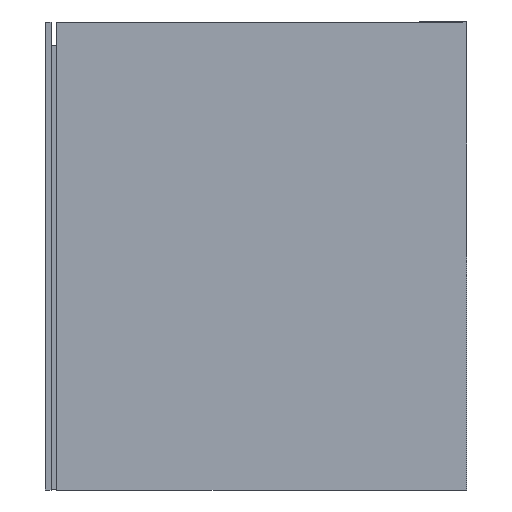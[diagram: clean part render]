
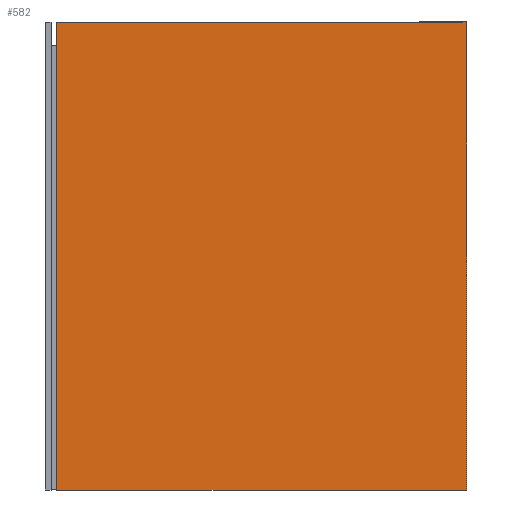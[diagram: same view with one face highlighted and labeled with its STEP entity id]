
A CAD part, left-side view. The second image highlights one B-rep face of the part: STEP entity #582.
In plain terms, the highlighted planar face has unit normal (-1, 0, 0).
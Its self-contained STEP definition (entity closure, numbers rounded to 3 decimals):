
#108 = PLANE ( 'NONE',  #1196 ) ;
#136 = DIRECTION ( 'NONE',  ( 0., 1., 0. ) ) ;
#274 = DIRECTION ( 'NONE',  ( 0., 0., -1. ) ) ;
#295 = DIRECTION ( 'NONE',  ( 0., 0., -1. ) ) ;
#499 = EDGE_CURVE ( 'NONE', #509, #1966, #2345, .T. ) ;
#509 = VERTEX_POINT ( 'NONE', #1655 ) ;
#582 = ADVANCED_FACE ( 'NONE', ( #2153 ), #108, .T. ) ;
#631 = LINE ( 'NONE', #2437, #1679 ) ;
#657 = EDGE_CURVE ( 'NONE', #509, #2500, #631, .T. ) ;
#782 = EDGE_LOOP ( 'NONE', ( #810, #2788, #2676, #1719 ) ) ;
#809 = VERTEX_POINT ( 'NONE', #2714 ) ;
#810 = ORIENTED_EDGE ( 'NONE', *, *, #499, .F. ) ;
#958 = VECTOR ( 'NONE', #1455, 1000. ) ;
#1021 = CARTESIAN_POINT ( 'NONE',  ( -375., -12., 1118.53 ) ) ;
#1196 = AXIS2_PLACEMENT_3D ( 'NONE', #1021, #1926, #1970 ) ;
#1371 = EDGE_CURVE ( 'NONE', #1966, #809, #2325, .T. ) ;
#1455 = DIRECTION ( 'NONE',  ( 0., 1., 0. ) ) ;
#1464 = VECTOR ( 'NONE', #295, 1000. ) ;
#1655 = CARTESIAN_POINT ( 'NONE',  ( -375., -450., 250. ) ) ;
#1679 = VECTOR ( 'NONE', #136, 1000. ) ;
#1694 = CARTESIAN_POINT ( 'NONE',  ( -375., -450., -250. ) ) ;
#1703 = CARTESIAN_POINT ( 'NONE',  ( -375., -12., 250. ) ) ;
#1719 = ORIENTED_EDGE ( 'NONE', *, *, #1371, .F. ) ;
#1926 = DIRECTION ( 'NONE',  ( -1., 0., 0. ) ) ;
#1966 = VERTEX_POINT ( 'NONE', #1694 ) ;
#1970 = DIRECTION ( 'NONE',  ( 0., -1., 0. ) ) ;
#2102 = VECTOR ( 'NONE', #274, 1000. ) ;
#2113 = CARTESIAN_POINT ( 'NONE',  ( -375., -450., 1118.53 ) ) ;
#2121 = CARTESIAN_POINT ( 'NONE',  ( -375., -12., -250. ) ) ;
#2153 = FACE_OUTER_BOUND ( 'NONE', #782, .T. ) ;
#2209 = CARTESIAN_POINT ( 'NONE',  ( -375., -12., 1118.53 ) ) ;
#2325 = LINE ( 'NONE', #2121, #958 ) ;
#2345 = LINE ( 'NONE', #2113, #2102 ) ;
#2426 = LINE ( 'NONE', #2209, #1464 ) ;
#2437 = CARTESIAN_POINT ( 'NONE',  ( -375., -12., 250. ) ) ;
#2500 = VERTEX_POINT ( 'NONE', #1703 ) ;
#2567 = EDGE_CURVE ( 'NONE', #2500, #809, #2426, .T. ) ;
#2676 = ORIENTED_EDGE ( 'NONE', *, *, #2567, .T. ) ;
#2714 = CARTESIAN_POINT ( 'NONE',  ( -375., -12., -250. ) ) ;
#2788 = ORIENTED_EDGE ( 'NONE', *, *, #657, .T. ) ;
